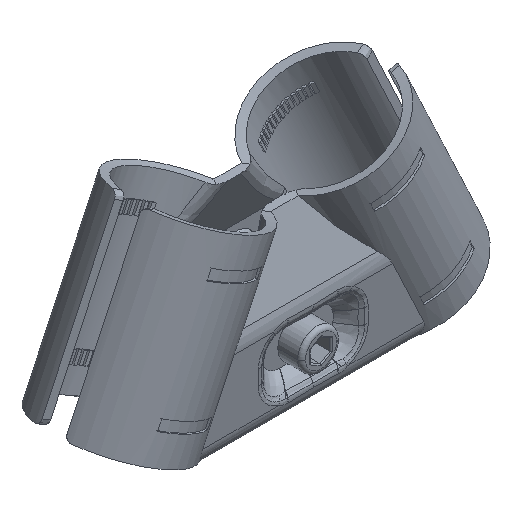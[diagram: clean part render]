
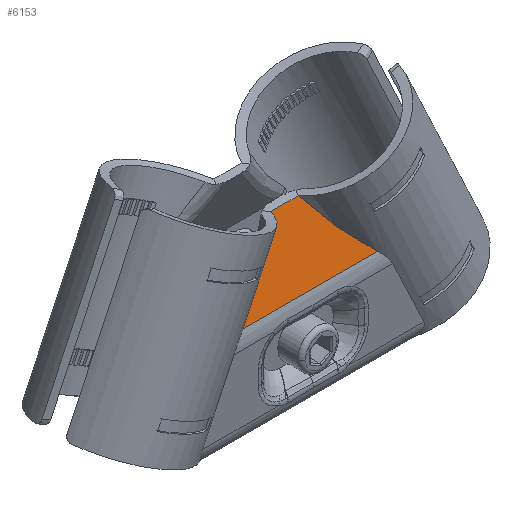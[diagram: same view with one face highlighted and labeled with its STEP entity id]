
A CAD part, isometric view. The second image highlights one B-rep face of the part: STEP entity #6153.
In plain terms, the highlighted face is planar.
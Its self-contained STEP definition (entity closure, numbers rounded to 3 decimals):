
#232=CARTESIAN_POINT('',(16.96,12.379,-29.052));
#233=CARTESIAN_POINT('',(14.337,11.411,-26.73));
#234=CARTESIAN_POINT('',(9.594,9.315,-21.707));
#235=CARTESIAN_POINT('',(5.45,7.031,-16.231));
#236=CARTESIAN_POINT('',(3.5,5.85,-13.4));
#238=DIRECTION('',(-1.,0.,0.));
#239=VECTOR('',#238,7.);
#240=CARTESIAN_POINT('',(3.5,5.85,-13.4));
#241=LINE('',#240,#239);
#253=DIRECTION('',(-1.,0.,0.));
#254=VECTOR('',#253,33.921);
#255=CARTESIAN_POINT('',(16.96,12.379,-29.052));
#256=LINE('',#255,#254);
#2020=CARTESIAN_POINT('',(-16.96,12.379,
-29.052));
#2021=CARTESIAN_POINT('',(-14.337,11.411,
-26.73));
#2022=CARTESIAN_POINT('',(-9.594,9.315,
-21.707));
#2023=CARTESIAN_POINT('',(-5.45,7.031,
-16.231));
#2024=CARTESIAN_POINT('',(-3.5,5.85,-13.4));
#4746=VERTEX_POINT('',#232);
#4747=VERTEX_POINT('',#236);
#4782=CARTESIAN_POINT('',(-16.96,12.379,
-29.052));
#4783=VERTEX_POINT('',#4782);
#4784=CARTESIAN_POINT('',(-3.5,5.85,
-13.4));
#4785=VERTEX_POINT('',#4784);
#6139=CARTESIAN_POINT('',(0.,9.5,-22.15));
#6140=DIRECTION('',(0.,0.923,0.385));
#6141=DIRECTION('',(1.,0.,0.));
#6142=AXIS2_PLACEMENT_3D('',#6139,#6140,#6141);
#6143=PLANE('',#6142);
#6145=ORIENTED_EDGE('',*,*,#6144,.F.);
#6146=ORIENTED_EDGE('',*,*,#6087,.T.);
#6148=ORIENTED_EDGE('',*,*,#6147,.T.);
#6150=ORIENTED_EDGE('',*,*,#6149,.F.);
#6151=EDGE_LOOP('',(#6145,#6146,#6148,#6150));
#6152=FACE_OUTER_BOUND('',#6151,.F.);
#6153=ADVANCED_FACE('',(#6152),#6143,.T.);
#237=B_SPLINE_CURVE_WITH_KNOTS('',3,(#232,#233,#234,#235,#236),.UNSPECIFIED.,
.F.,.F.,(4,1,4),(0.,0.5,1.),.UNSPECIFIED.);
#2025=B_SPLINE_CURVE_WITH_KNOTS('',3,(#2020,#2021,#2022,#2023,#2024),
.UNSPECIFIED.,.F.,.F.,(4,1,4),(0.,0.5,1.),.UNSPECIFIED.);
#6087=EDGE_CURVE('',#4746,#4747,#237,.T.);
#6144=EDGE_CURVE('',#4746,#4783,#256,.T.);
#6147=EDGE_CURVE('',#4747,#4785,#241,.T.);
#6149=EDGE_CURVE('',#4783,#4785,#2025,.T.);
